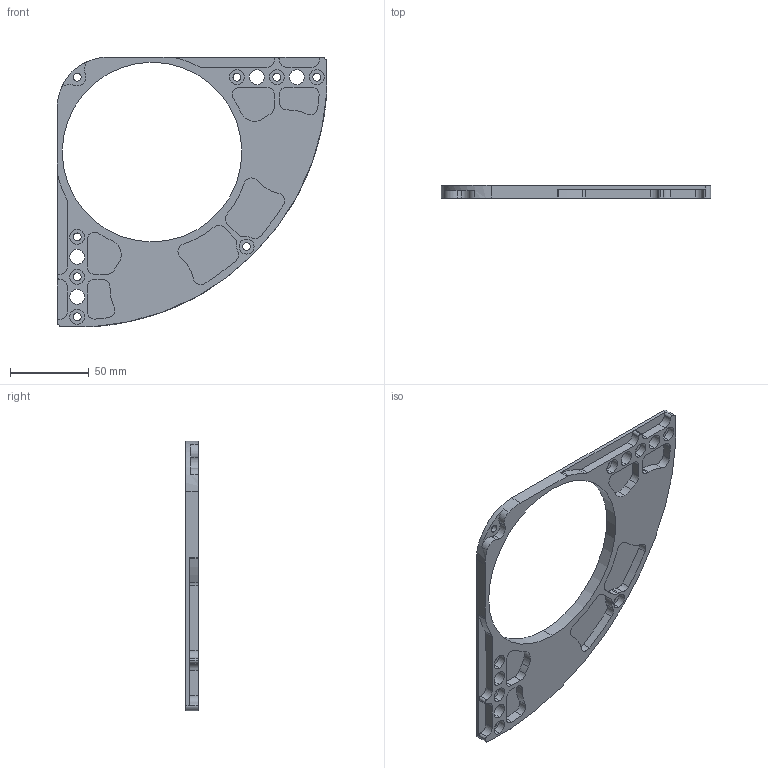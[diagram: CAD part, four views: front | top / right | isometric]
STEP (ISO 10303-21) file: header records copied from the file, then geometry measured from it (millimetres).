
FILE_DESCRIPTION (( 'STEP AP214' ), '1' );
FILE_NAME ('WCP-0544 Rev1.STEP', '2022-09-29T19:25:07', ( '' ), ( '' ), 'SwSTEP 2.0', 'SolidWorks 2020', '' );
FILE_SCHEMA (( 'AUTOMOTIVE_DESIGN' ));
Length unit declared in the file: inch
Products named in the file (1): WCP-0544 Rev1
Bounding box: 171.45 x 8 x 171.45 mm (x, y, z)
Volume: 57613.9 mm3; surface area: 40142 mm2
Topology: 1 solids, 1 shells, 165 faces, 444 edges, 294 vertices
Faces by surface type: cylinder 125, plane 40
Entity records: 5398 total; most frequent: DIRECTION 1032, CARTESIAN_POINT 904, ORIENTED_EDGE 888, EDGE_CURVE 444, AXIS2_PLACEMENT_3D 422, VERTEX_POINT 294, CIRCLE 256, EDGE_LOOP 204
